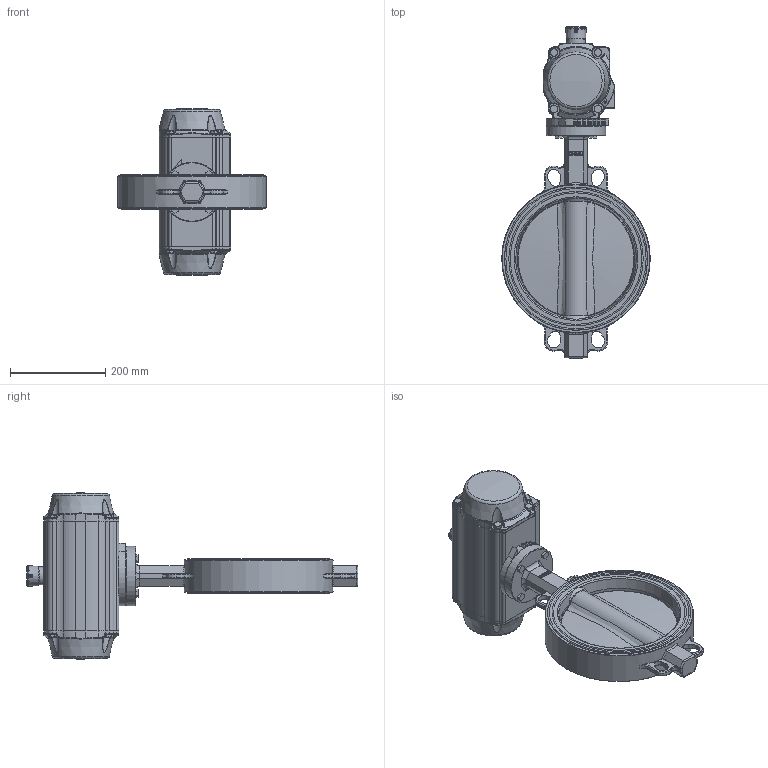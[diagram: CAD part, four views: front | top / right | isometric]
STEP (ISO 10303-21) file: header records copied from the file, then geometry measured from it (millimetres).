
FILE_DESCRIPTION(/* description */ ('Unknown','CAx-IF Rec.Pracs.---Representation and Presentation of Product Manufacturing Information (PMI)---4.0---2014-10-13','CAx-IF Rec.Pracs.---3D Tessellated Geometry---0.4---2014-09-14','2;1'),/* implementation_level */ '2;1');
FILE_NAME(/* name */ 'DW07 5100_5110_5120-16',/* time_stamp */ '2023-11-27T12:49:30+01:00',/* author */ ('Unknown'),/* organization */ ('Unknown'),/* preprocessor_version */ 'ST-DEVELOPER v18.102',/* originating_system */ 'Solid Edge',/* authorisation */ 'Unknown');
FILE_SCHEMA (('AP242_MANAGED_MODEL_BASED_3D_ENGINEERING_MIM_LF { 1 0 10303 442 1 1 4 }'));
Products named in the file (18): DW333-5.100_110_120.250; Rasterscheibe DN300; WAFER-DN250; DN250概极; seat; disc; shaft1; shaft2; bushing1; DW07_FR06_(DW333_FR248); KP-125; ָʾ; 硌尨釱; 硌尨梓尨_酴伎; 指示标示(黄色）_红色; cup head nib bolts with large head gb_GB_FASTENER_BOLT_CHNBW M6X25-N; hexagon head bolts--product grade c gb_GB_FASTENER_BOLT_HHBC M10X45-N; M10x40
Assembly tree (30 placements, depth 4):
  DW333-5.100_110_120.250
    Rasterscheibe DN300
    WAFER-DN250
      DN250概极
      seat
      disc
      shaft1
      shaft2
      bushing1  x2
    DW07_FR06_(DW333_FR248)
      KP-125
      ָʾ
        硌尨釱
        硌尨梓尨_酴伎  x2
        指示标示(黄色）_红色  x2
      cup head nib bolts with large head gb_GB_FASTENER_BOLT_CHNBW M6X25-N
      hexagon head bolts--product grade c gb_GB_FASTENER_BOLT_HHBC M10X45-N  x8
    M10x40  x4
Bounding box: 313 x 698.62 x 349.9 mm (x, y, z)
Volume: 10084472.3 mm3; surface area: 980723.4 mm2
Topology: 27 solids, 27 shells, 1863 faces, 4507 edges, 2759 vertices
Faces by surface type: plane 629, cylinder 473, bspline 382, torus 193, cone 167, sphere 19
Full cylindrical faces by diameter (mm): 3 x16, 3.3 x8, 4.2 x8, 4.66 x1, 5 x1, 6 x1, 6.2 x1, 6.8 x5, 8.5 x12, 9.663 x8, 10 x12, 11.8 x2, 12 x4, 20 x1, 25 x1, 28.45 x5, 28.68 x1, 28.7 x2, 32 x1, 34.9 x2, 35 x2, 38 x1, 38.5 x1, 40 x2, 43 x1, 43.852 x1, 71 x1, 75.015 x2, 125 x1, 261.8 x4
Entity records: 60770 total; most frequent: CARTESIAN_POINT 26245, ORIENTED_EDGE 7148, DIRECTION 6455, EDGE_CURVE 3574, AXIS2_PLACEMENT_3D 2516, VERTEX_POINT 2314, FACE_BOUND 1864, EDGE_LOOP 1839
